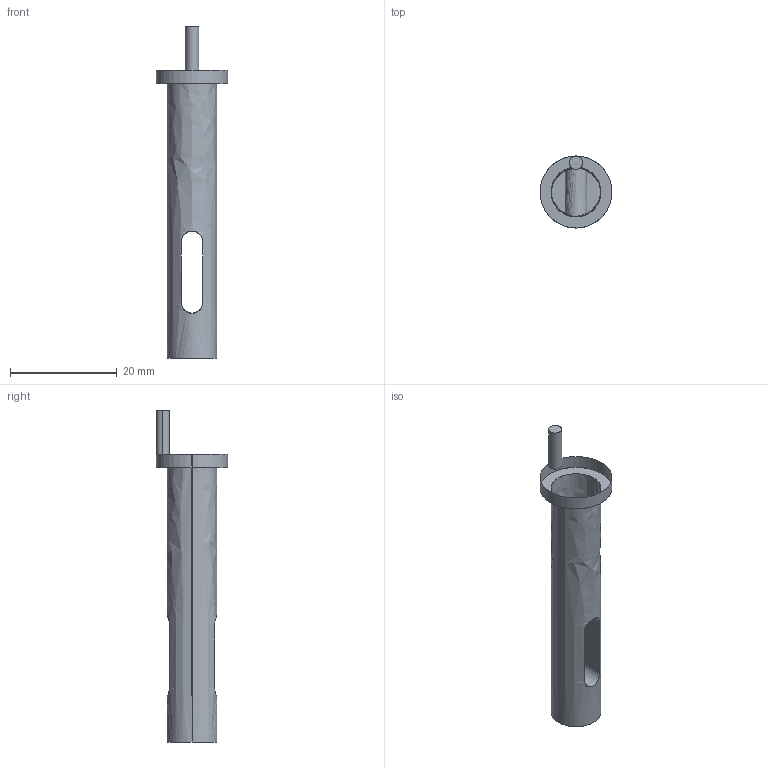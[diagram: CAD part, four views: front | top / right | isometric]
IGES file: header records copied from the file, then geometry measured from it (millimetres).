
Start section: SolidWorks IGES file using analytic representation for surfaces
Global section: file name: percuteur martini tanner.IGS; native system: SolidWorks 2016; preprocessor: SolidWorks 2016; author: sylvain; date: 191121.191357; units: millimetre
Bounding box: 13.5 x 13.5 x 62.3 mm (x, y, z)
Surface area: 2154.9 mm2 (no closed solid volume)
Topology: 0 solids, 0 shells, 14 faces, 362 edges, 361 vertices
Faces by surface type: revolution 8, bspline 6
